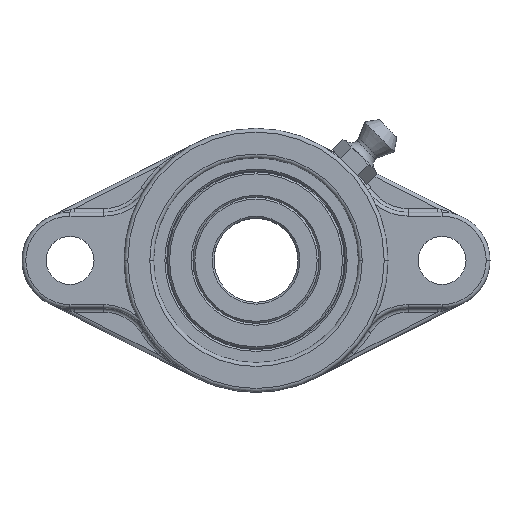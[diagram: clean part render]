
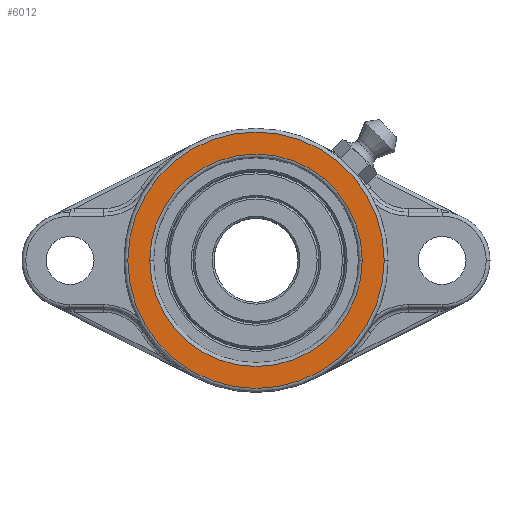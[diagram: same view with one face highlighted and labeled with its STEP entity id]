
A CAD part, top view. The second image highlights one B-rep face of the part: STEP entity #6012.
In plain terms, the highlighted planar face has unit normal (0, 0, 1).
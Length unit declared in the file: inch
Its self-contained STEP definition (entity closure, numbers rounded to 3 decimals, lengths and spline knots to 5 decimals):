
#32 = FACE_OUTER_BOUND ( 'NONE', #5422, .T. ) ;
#248 = CARTESIAN_POINT ( 'NONE',  ( 0., 0., 0.41406 ) ) ;
#338 = EDGE_CURVE ( 'NONE', #2949, #5694, #7762, .T. ) ;
#467 = CARTESIAN_POINT ( 'NONE',  ( 1.10633, 0., 0.41406 ) ) ;
#506 = DIRECTION ( 'NONE',  ( 1., 0., 0. ) ) ;
#951 = CARTESIAN_POINT ( 'NONE',  ( 0., 0., 0.41406 ) ) ;
#960 = CARTESIAN_POINT ( 'NONE',  ( 0., 0., 0.41406 ) ) ;
#1212 = ORIENTED_EDGE ( 'NONE', *, *, #3545, .T. ) ;
#1382 = VERTEX_POINT ( 'NONE', #9771 ) ;
#2123 = DIRECTION ( 'NONE',  ( 0., 0., -1. ) ) ;
#2172 = ORIENTED_EDGE ( 'NONE', *, *, #338, .T. ) ;
#2421 = AXIS2_PLACEMENT_3D ( 'NONE', #951, #8165, #9723 ) ;
#2453 = CIRCLE ( 'NONE', #4844, 1.33563 ) ;
#2572 = ORIENTED_EDGE ( 'NONE', *, *, #7423, .T. ) ;
#2600 = ORIENTED_EDGE ( 'NONE', *, *, #4079, .T. ) ;
#2814 = CARTESIAN_POINT ( 'NONE',  ( -1.10633, 0., 0.41406 ) ) ;
#2929 = VERTEX_POINT ( 'NONE', #6120 ) ;
#2949 = VERTEX_POINT ( 'NONE', #2814 ) ;
#3545 = EDGE_CURVE ( 'NONE', #1382, #2929, #2453, .T. ) ;
#4079 = EDGE_CURVE ( 'NONE', #2929, #1382, #10567, .T. ) ;
#4479 = DIRECTION ( 'NONE',  ( 0., 0., 1. ) ) ;
#4539 = FACE_BOUND ( 'NONE', #7540, .T. ) ;
#4844 = AXIS2_PLACEMENT_3D ( 'NONE', #10234, #10883, #8332 ) ;
#5245 = AXIS2_PLACEMENT_3D ( 'NONE', #960, #4479, #8004 ) ;
#5422 = EDGE_LOOP ( 'NONE', ( #1212, #2600 ) ) ;
#5589 = AXIS2_PLACEMENT_3D ( 'NONE', #248, #7060, #10693 ) ;
#5694 = VERTEX_POINT ( 'NONE', #467 ) ;
#5818 = CARTESIAN_POINT ( 'NONE',  ( 0., 0., 0.41406 ) ) ;
#6012 = ADVANCED_FACE ( 'NONE', ( #32, #4539 ), #7083, .T. ) ;
#6120 = CARTESIAN_POINT ( 'NONE',  ( -1.33563, 0., 0.41406 ) ) ;
#7060 = DIRECTION ( 'NONE',  ( 0., 0., 1. ) ) ;
#7083 = PLANE ( 'NONE',  #5245 ) ;
#7423 = EDGE_CURVE ( 'NONE', #5694, #2949, #11152, .T. ) ;
#7540 = EDGE_LOOP ( 'NONE', ( #2572, #2172 ) ) ;
#7762 = CIRCLE ( 'NONE', #2421, 1.10633 ) ;
#8004 = DIRECTION ( 'NONE',  ( 1., 0., 0. ) ) ;
#8165 = DIRECTION ( 'NONE',  ( 0., 0., -1. ) ) ;
#8332 = DIRECTION ( 'NONE',  ( 1., 0., 0. ) ) ;
#9723 = DIRECTION ( 'NONE',  ( 1., 0., 0. ) ) ;
#9771 = CARTESIAN_POINT ( 'NONE',  ( 1.33563, 0., 0.41406 ) ) ;
#10234 = CARTESIAN_POINT ( 'NONE',  ( 0., 0., 0.41406 ) ) ;
#10567 = CIRCLE ( 'NONE', #5589, 1.33563 ) ;
#10693 = DIRECTION ( 'NONE',  ( 1., 0., 0. ) ) ;
#10883 = DIRECTION ( 'NONE',  ( 0., 0., 1. ) ) ;
#11152 = CIRCLE ( 'NONE', #11336, 1.10633 ) ;
#11336 = AXIS2_PLACEMENT_3D ( 'NONE', #5818, #2123, #506 ) ;
